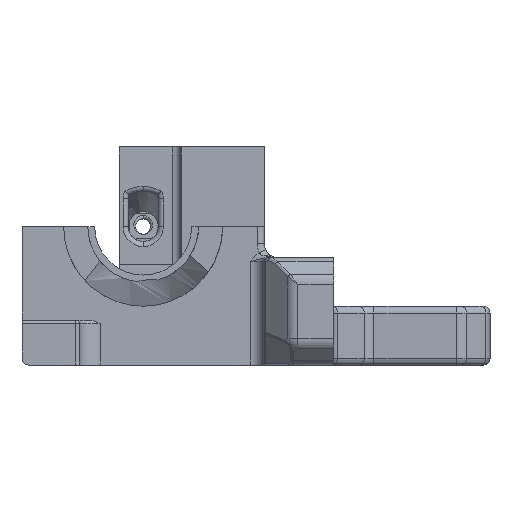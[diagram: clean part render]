
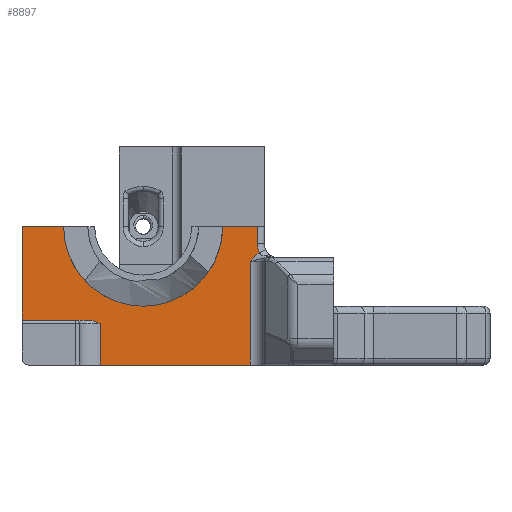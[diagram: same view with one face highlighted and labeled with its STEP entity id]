
A CAD part, front view. The second image highlights one B-rep face of the part: STEP entity #8897.
In plain terms, the highlighted planar face has unit normal (0, -1, 0).
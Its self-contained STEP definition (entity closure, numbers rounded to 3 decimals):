
#128 = CARTESIAN_POINT ( 'NONE',  ( -2., 0., 12.5 ) ) ;
#298 = ORIENTED_EDGE ( 'NONE', *, *, #2020, .T. ) ;
#330 = CARTESIAN_POINT ( 'NONE',  ( -23.7, 0., 3.5 ) ) ;
#442 = ORIENTED_EDGE ( 'NONE', *, *, #2089, .T. ) ;
#757 = CARTESIAN_POINT ( 'NONE',  ( -17.5, 0., 17.5 ) ) ;
#781 = CARTESIAN_POINT ( 'NONE',  ( 0., 0., -2.5 ) ) ;
#1158 = CARTESIAN_POINT ( 'NONE',  ( -35., 0., 4. ) ) ;
#1420 = VERTEX_POINT ( 'NONE', #2469 ) ;
#1529 = EDGE_LOOP ( 'NONE', ( #442, #11421, #9757, #4265, #15334, #7984, #10228, #298, #14584, #15017, #11017, #14083, #15820 ) ) ;
#1540 = LINE ( 'NONE', #13728, #9053 ) ;
#1701 = EDGE_CURVE ( 'NONE', #13550, #1789, #14330, .T. ) ;
#1789 = VERTEX_POINT ( 'NONE', #1158 ) ;
#2020 = EDGE_CURVE ( 'NONE', #1789, #4632, #1540, .T. ) ;
#2089 = EDGE_CURVE ( 'NONE', #4784, #12483, #4131, .T. ) ;
#2370 = CARTESIAN_POINT ( 'NONE',  ( -35., 0., 17.5 ) ) ;
#2390 = CARTESIAN_POINT ( 'NONE',  ( -1.206, 0., 13.382 ) ) ;
#2467 = VERTEX_POINT ( 'NONE', #2644 ) ;
#2469 = CARTESIAN_POINT ( 'NONE',  ( -1., 0., 17.5 ) ) ;
#2644 = CARTESIAN_POINT ( 'NONE',  ( -29., 0., 17.5 ) ) ;
#2765 = CARTESIAN_POINT ( 'NONE',  ( -25.503, 0., 4. ) ) ;
#2886 = DIRECTION ( 'NONE',  ( 0., -1., 0. ) ) ;
#2990 = CARTESIAN_POINT ( 'NONE',  ( 2., 0., 15. ) ) ;
#3140 = LINE ( 'NONE', #781, #12145 ) ;
#3421 = DIRECTION ( 'NONE',  ( 0., 1., 0. ) ) ;
#3489 = EDGE_CURVE ( 'NONE', #4632, #9856, #13389, .T. ) ;
#3979 = VECTOR ( 'NONE', #5692, 1000. ) ;
#3998 = CARTESIAN_POINT ( 'NONE',  ( -0.714, 0., 13.721 ) ) ;
#4106 = CARTESIAN_POINT ( 'NONE',  ( -6., 0., 17.5 ) ) ;
#4131 = CIRCLE ( 'NONE', #5671, 3. ) ;
#4265 = ORIENTED_EDGE ( 'NONE', *, *, #15933, .F. ) ;
#4305 = EDGE_CURVE ( 'NONE', #11250, #4784, #5554, .T. ) ;
#4399 = DIRECTION ( 'NONE',  ( 0., -1., 0. ) ) ;
#4454 = CARTESIAN_POINT ( 'NONE',  ( -2., 0., -2.5 ) ) ;
#4632 = VERTEX_POINT ( 'NONE', #15885 ) ;
#4708 = VERTEX_POINT ( 'NONE', #5938 ) ;
#4780 = VECTOR ( 'NONE', #15664, 1000. ) ;
#4784 = VERTEX_POINT ( 'NONE', #3998 ) ;
#4859 = AXIS2_PLACEMENT_3D ( 'NONE', #757, #4399, #6773 ) ;
#4972 = FACE_OUTER_BOUND ( 'NONE', #1529, .T. ) ;
#5040 = EDGE_CURVE ( 'NONE', #2467, #4708, #6055, .T. ) ;
#5070 = CARTESIAN_POINT ( 'NONE',  ( -17.5, 0., 17.5 ) ) ;
#5092 = CARTESIAN_POINT ( 'NONE',  ( -1., 0., 6. ) ) ;
#5413 = DIRECTION ( 'NONE',  ( 1., 0., 0. ) ) ;
#5444 = CARTESIAN_POINT ( 'NONE',  ( -23.7, 0., 6. ) ) ;
#5554 = B_SPLINE_CURVE_WITH_KNOTS ( 'NONE', 3,
 ( #128, #14930, #12494, #2390, #13708, #7588 ),
 .UNSPECIFIED., .F., .F.,
 ( 4, 2, 4 ),
 ( 0., 0.001, 0.002 ),
 .UNSPECIFIED. ) ;
#5630 = VECTOR ( 'NONE', #14186, 1000. ) ;
#5671 = AXIS2_PLACEMENT_3D ( 'NONE', #2990, #7943, #10117 ) ;
#5692 = DIRECTION ( 'NONE',  ( 0., 0., -1. ) ) ;
#5835 = EDGE_CURVE ( 'NONE', #9856, #14142, #9108, .T. ) ;
#5938 = CARTESIAN_POINT ( 'NONE',  ( -17.5, 0., 6. ) ) ;
#6052 = DIRECTION ( 'NONE',  ( 0., 0., 1. ) ) ;
#6055 = CIRCLE ( 'NONE', #15865, 11.5 ) ;
#6307 = LINE ( 'NONE', #5092, #8161 ) ;
#6501 = CARTESIAN_POINT ( 'NONE',  ( -24.281, 0., 3.738 ) ) ;
#6773 = DIRECTION ( 'NONE',  ( 0., 0., -1. ) ) ;
#6922 = CARTESIAN_POINT ( 'NONE',  ( -35., 0., 6. ) ) ;
#7005 = CARTESIAN_POINT ( 'NONE',  ( 0., 0., 17.5 ) ) ;
#7082 = DIRECTION ( 'NONE',  ( 1., 0., 0. ) ) ;
#7119 = CARTESIAN_POINT ( 'NONE',  ( -23.7, 0., -2.5 ) ) ;
#7143 = EDGE_CURVE ( 'NONE', #12483, #1420, #6307, .T. ) ;
#7588 = CARTESIAN_POINT ( 'NONE',  ( -0.714, 0., 13.721 ) ) ;
#7720 = CARTESIAN_POINT ( 'NONE',  ( -24.883, 0., 3.921 ) ) ;
#7799 = LINE ( 'NONE', #13744, #10455 ) ;
#7943 = DIRECTION ( 'NONE',  ( 0., 1., 0. ) ) ;
#7961 = DIRECTION ( 'NONE',  ( 0., 0., 1. ) ) ;
#7979 = CARTESIAN_POINT ( 'NONE',  ( -2., 0., 12.5 ) ) ;
#7984 = ORIENTED_EDGE ( 'NONE', *, *, #8302, .F. ) ;
#8093 = DIRECTION ( 'NONE',  ( 1., 0., 0. ) ) ;
#8161 = VECTOR ( 'NONE', #6052, 1000. ) ;
#8302 = EDGE_CURVE ( 'NONE', #13550, #2467, #15750, .T. ) ;
#8497 = VERTEX_POINT ( 'NONE', #4106 ) ;
#8714 = CARTESIAN_POINT ( 'NONE',  ( 0., 0., 6. ) ) ;
#8897 = ADVANCED_FACE ( 'NONE', ( #4972 ), #9918, .F. ) ;
#8980 = VERTEX_POINT ( 'NONE', #4454 ) ;
#9051 = DIRECTION ( 'NONE',  ( 0., 0., -1. ) ) ;
#9053 = VECTOR ( 'NONE', #5413, 1000. ) ;
#9108 = LINE ( 'NONE', #5444, #16018 ) ;
#9249 = EDGE_CURVE ( 'NONE', #8497, #1420, #15404, .T. ) ;
#9629 = AXIS2_PLACEMENT_3D ( 'NONE', #8714, #3421, #7082 ) ;
#9757 = ORIENTED_EDGE ( 'NONE', *, *, #9249, .F. ) ;
#9856 = VERTEX_POINT ( 'NONE', #15424 ) ;
#9889 = EDGE_CURVE ( 'NONE', #14142, #8980, #3140, .T. ) ;
#9918 = PLANE ( 'NONE',  #9629 ) ;
#10117 = DIRECTION ( 'NONE',  ( 0., 0., 1. ) ) ;
#10228 = ORIENTED_EDGE ( 'NONE', *, *, #1701, .T. ) ;
#10455 = VECTOR ( 'NONE', #7961, 1000. ) ;
#10519 = CARTESIAN_POINT ( 'NONE',  ( 0., 0., 17.5 ) ) ;
#10813 = CARTESIAN_POINT ( 'NONE',  ( -1., 0., 15. ) ) ;
#11017 = ORIENTED_EDGE ( 'NONE', *, *, #9889, .T. ) ;
#11250 = VERTEX_POINT ( 'NONE', #7979 ) ;
#11418 = CARTESIAN_POINT ( 'NONE',  ( -23.989, 0., 3.618 ) ) ;
#11421 = ORIENTED_EDGE ( 'NONE', *, *, #7143, .T. ) ;
#11679 = EDGE_CURVE ( 'NONE', #8980, #11250, #7799, .T. ) ;
#11828 = CIRCLE ( 'NONE', #4859, 11.5 ) ;
#12145 = VECTOR ( 'NONE', #8093, 1000. ) ;
#12483 = VERTEX_POINT ( 'NONE', #10813 ) ;
#12494 = CARTESIAN_POINT ( 'NONE',  ( -1.624, 0., 12.961 ) ) ;
#12542 = CARTESIAN_POINT ( 'NONE',  ( -25.344, 0., 4. ) ) ;
#12624 = CARTESIAN_POINT ( 'NONE',  ( -24.731, 0., 3.88 ) ) ;
#13389 = B_SPLINE_CURVE_WITH_KNOTS ( 'NONE', 3,
 ( #2765, #12542, #15053, #7720, #12624, #6501, #11418, #330 ),
 .UNSPECIFIED., .F., .F.,
 ( 4, 2, 2, 4 ),
 ( 0., 0., 0.001, 0.002 ),
 .UNSPECIFIED. ) ;
#13550 = VERTEX_POINT ( 'NONE', #2370 ) ;
#13708 = CARTESIAN_POINT ( 'NONE',  ( -0.972, 0., 13.576 ) ) ;
#13728 = CARTESIAN_POINT ( 'NONE',  ( -35., 0., 4. ) ) ;
#13744 = CARTESIAN_POINT ( 'NONE',  ( -2., 0., 6. ) ) ;
#14083 = ORIENTED_EDGE ( 'NONE', *, *, #11679, .T. ) ;
#14092 = DIRECTION ( 'NONE',  ( 0., 0., -1. ) ) ;
#14142 = VERTEX_POINT ( 'NONE', #7119 ) ;
#14186 = DIRECTION ( 'NONE',  ( 1., 0., 0. ) ) ;
#14330 = LINE ( 'NONE', #6922, #3979 ) ;
#14584 = ORIENTED_EDGE ( 'NONE', *, *, #3489, .T. ) ;
#14930 = CARTESIAN_POINT ( 'NONE',  ( -1.812, 0., 12.73 ) ) ;
#15017 = ORIENTED_EDGE ( 'NONE', *, *, #5835, .T. ) ;
#15053 = CARTESIAN_POINT ( 'NONE',  ( -25.189, 0., 3.981 ) ) ;
#15334 = ORIENTED_EDGE ( 'NONE', *, *, #5040, .F. ) ;
#15404 = LINE ( 'NONE', #7005, #5630 ) ;
#15424 = CARTESIAN_POINT ( 'NONE',  ( -23.7, 0., 3.5 ) ) ;
#15664 = DIRECTION ( 'NONE',  ( 1., 0., 0. ) ) ;
#15750 = LINE ( 'NONE', #10519, #4780 ) ;
#15820 = ORIENTED_EDGE ( 'NONE', *, *, #4305, .T. ) ;
#15865 = AXIS2_PLACEMENT_3D ( 'NONE', #5070, #2886, #9051 ) ;
#15885 = CARTESIAN_POINT ( 'NONE',  ( -25.503, 0., 4. ) ) ;
#15933 = EDGE_CURVE ( 'NONE', #4708, #8497, #11828, .T. ) ;
#16018 = VECTOR ( 'NONE', #14092, 1000. ) ;
